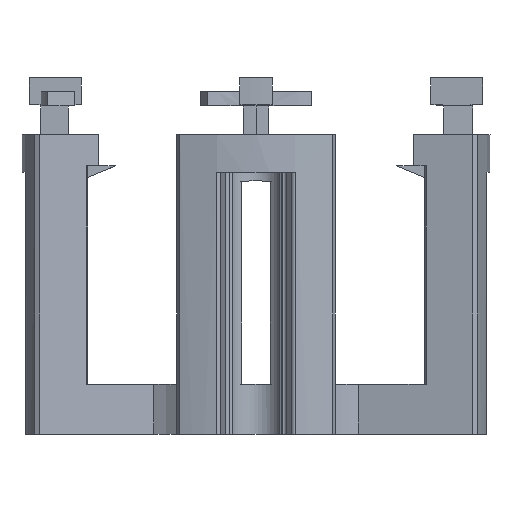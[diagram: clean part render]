
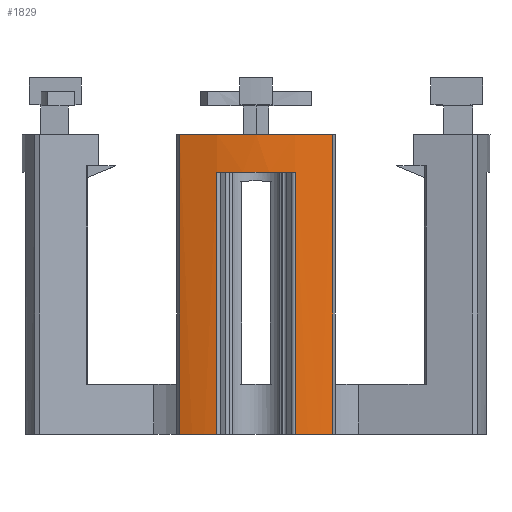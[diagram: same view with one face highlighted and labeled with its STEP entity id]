
A CAD part, left-side view. The second image highlights one B-rep face of the part: STEP entity #1829.
In plain terms, the highlighted cylindrical face has radius 81.429 mm (diameter 162.857 mm), a partial arc.
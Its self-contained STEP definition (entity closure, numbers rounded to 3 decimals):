
#148 = EDGE_CURVE ( 'NONE', #719, #7298, #2022, .T. ) ;
#189 = AXIS2_PLACEMENT_3D ( 'NONE', #3521, #702, #4094 ) ;
#275 = DIRECTION ( 'NONE',  ( 0., 0., -1. ) ) ;
#474 = LINE ( 'NONE', #1483, #6264 ) ;
#694 = CARTESIAN_POINT ( 'NONE',  ( -80.282, 13.614, -22.705 ) ) ;
#702 = DIRECTION ( 'NONE',  ( 0., 0., -1. ) ) ;
#706 = DIRECTION ( 'NONE',  ( 1., 0., 0. ) ) ;
#719 = VERTEX_POINT ( 'NONE', #4973 ) ;
#731 = CIRCLE ( 'NONE', #7358, 81.429 ) ;
#1436 = VECTOR ( 'NONE', #7448, 1000. ) ;
#1483 = CARTESIAN_POINT ( 'NONE',  ( -80.282, -13.614, 81.524 ) ) ;
#1520 = CARTESIAN_POINT ( 'NONE',  ( -76.982, 26.539, 81.524 ) ) ;
#1761 = ORIENTED_EDGE ( 'NONE', *, *, #2867, .F. ) ;
#1829 = ADVANCED_FACE ( 'NONE', ( #5700 ), #2902, .T. ) ;
#1971 = EDGE_CURVE ( 'NONE', #2740, #719, #474, .T. ) ;
#2022 = CIRCLE ( 'NONE', #4070, 81.429 ) ;
#2100 = CIRCLE ( 'NONE', #189, 81.429 ) ;
#2101 = EDGE_CURVE ( 'NONE', #5772, #2776, #6398, .T. ) ;
#2104 = CARTESIAN_POINT ( 'NONE',  ( -76.914, -26.735, 81.524 ) ) ;
#2183 = CARTESIAN_POINT ( 'NONE',  ( -76.914, -26.735, -22.705 ) ) ;
#2289 = ORIENTED_EDGE ( 'NONE', *, *, #148, .T. ) ;
#2406 = CARTESIAN_POINT ( 'NONE',  ( 0., 0., 81.524 ) ) ;
#2511 = DIRECTION ( 'NONE',  ( 0., 0., 1. ) ) ;
#2536 = LINE ( 'NONE', #4959, #3090 ) ;
#2600 = ORIENTED_EDGE ( 'NONE', *, *, #6213, .T. ) ;
#2740 = VERTEX_POINT ( 'NONE', #3277 ) ;
#2776 = VERTEX_POINT ( 'NONE', #5626 ) ;
#2850 = CARTESIAN_POINT ( 'NONE',  ( -80.282, 13.614, 81.524 ) ) ;
#2867 = EDGE_CURVE ( 'NONE', #4685, #7276, #731, .T. ) ;
#2902 = CYLINDRICAL_SURFACE ( 'NONE', #5587, 81.429 ) ;
#2971 = ORIENTED_EDGE ( 'NONE', *, *, #1971, .T. ) ;
#3090 = VECTOR ( 'NONE', #275, 1000. ) ;
#3277 = CARTESIAN_POINT ( 'NONE',  ( -80.282, -13.614, 68.495 ) ) ;
#3457 = DIRECTION ( 'NONE',  ( 0., 0., 1. ) ) ;
#3521 = CARTESIAN_POINT ( 'NONE',  ( 0., 0., 68.495 ) ) ;
#3780 = ORIENTED_EDGE ( 'NONE', *, *, #6137, .F. ) ;
#3948 = CARTESIAN_POINT ( 'NONE',  ( 0., 0., 81.524 ) ) ;
#4070 = AXIS2_PLACEMENT_3D ( 'NONE', #5479, #6498, #6603 ) ;
#4094 = DIRECTION ( 'NONE',  ( 1., 0., 0. ) ) ;
#4156 = CIRCLE ( 'NONE', #5021, 81.429 ) ;
#4431 = ORIENTED_EDGE ( 'NONE', *, *, #2101, .T. ) ;
#4682 = DIRECTION ( 'NONE',  ( 1., 0., 0. ) ) ;
#4685 = VERTEX_POINT ( 'NONE', #1520 ) ;
#4719 = DIRECTION ( 'NONE',  ( 0., 0., 1. ) ) ;
#4920 = DIRECTION ( 'NONE',  ( 0., 0., 1. ) ) ;
#4959 = CARTESIAN_POINT ( 'NONE',  ( -76.982, 26.539, 81.524 ) ) ;
#4973 = CARTESIAN_POINT ( 'NONE',  ( -80.282, -13.614, -22.705 ) ) ;
#5021 = AXIS2_PLACEMENT_3D ( 'NONE', #5389, #2511, #5883 ) ;
#5072 = LINE ( 'NONE', #7271, #6620 ) ;
#5096 = DIRECTION ( 'NONE',  ( 0., 0., -1. ) ) ;
#5221 = CARTESIAN_POINT ( 'NONE',  ( -76.982, 26.539, -22.705 ) ) ;
#5389 = CARTESIAN_POINT ( 'NONE',  ( 0., 0., -22.705 ) ) ;
#5479 = CARTESIAN_POINT ( 'NONE',  ( 0., 0., -22.705 ) ) ;
#5558 = ORIENTED_EDGE ( 'NONE', *, *, #7226, .T. ) ;
#5574 = EDGE_CURVE ( 'NONE', #7298, #7276, #5072, .T. ) ;
#5587 = AXIS2_PLACEMENT_3D ( 'NONE', #3948, #3457, #4682 ) ;
#5626 = CARTESIAN_POINT ( 'NONE',  ( -80.282, 13.614, 68.495 ) ) ;
#5660 = VERTEX_POINT ( 'NONE', #5221 ) ;
#5700 = FACE_OUTER_BOUND ( 'NONE', #7396, .T. ) ;
#5772 = VERTEX_POINT ( 'NONE', #694 ) ;
#5883 = DIRECTION ( 'NONE',  ( 1., 0., 0. ) ) ;
#6137 = EDGE_CURVE ( 'NONE', #2740, #2776, #2100, .T. ) ;
#6213 = EDGE_CURVE ( 'NONE', #5660, #5772, #4156, .T. ) ;
#6264 = VECTOR ( 'NONE', #5096, 1000. ) ;
#6398 = LINE ( 'NONE', #2850, #1436 ) ;
#6498 = DIRECTION ( 'NONE',  ( 0., 0., 1. ) ) ;
#6603 = DIRECTION ( 'NONE',  ( 1., 0., 0. ) ) ;
#6620 = VECTOR ( 'NONE', #4920, 1000. ) ;
#6769 = ORIENTED_EDGE ( 'NONE', *, *, #5574, .T. ) ;
#7226 = EDGE_CURVE ( 'NONE', #4685, #5660, #2536, .T. ) ;
#7271 = CARTESIAN_POINT ( 'NONE',  ( -76.914, -26.735, 81.524 ) ) ;
#7276 = VERTEX_POINT ( 'NONE', #2104 ) ;
#7298 = VERTEX_POINT ( 'NONE', #2183 ) ;
#7358 = AXIS2_PLACEMENT_3D ( 'NONE', #2406, #4719, #706 ) ;
#7396 = EDGE_LOOP ( 'NONE', ( #3780, #2971, #2289, #6769, #1761, #5558, #2600, #4431 ) ) ;
#7448 = DIRECTION ( 'NONE',  ( 0., 0., 1. ) ) ;
